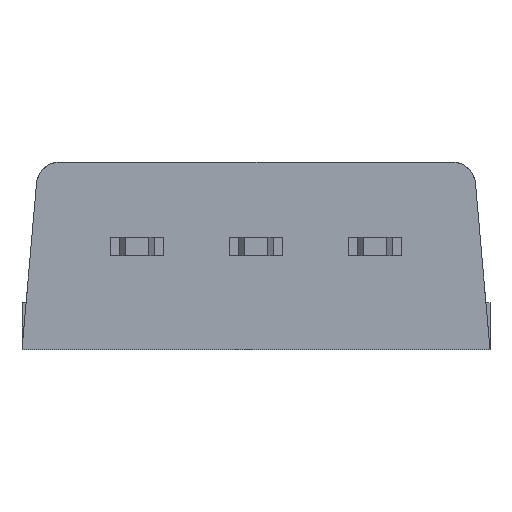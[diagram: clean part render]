
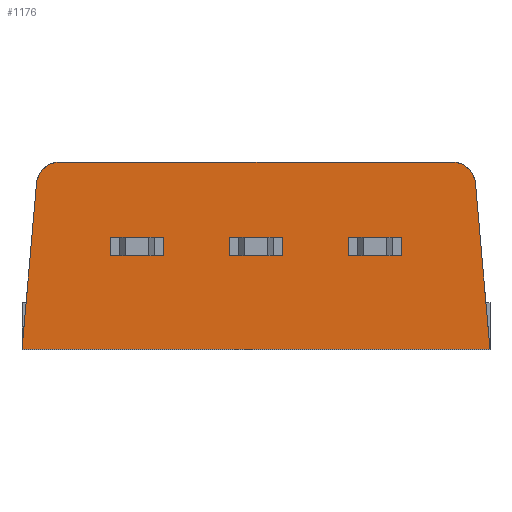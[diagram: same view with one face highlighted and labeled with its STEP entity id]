
A CAD part, front view. The second image highlights one B-rep face of the part: STEP entity #1176.
In plain terms, the highlighted planar face has unit normal (0, -1, 0).
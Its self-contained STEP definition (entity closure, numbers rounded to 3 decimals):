
#17 = CARTESIAN_POINT ( 'NONE',  ( -4.192, -4.5, 3.5 ) ) ;
#25 = CARTESIAN_POINT ( 'NONE',  ( 3.11, -4.5, 2.4 ) ) ;
#40 = CARTESIAN_POINT ( 'NONE',  ( -0.57, -4.5, 2.4 ) ) ;
#52 = ORIENTED_EDGE ( 'NONE', *, *, #1388, .F. ) ;
#67 = AXIS2_PLACEMENT_3D ( 'NONE', #17, #1107, #921 ) ;
#102 = VECTOR ( 'NONE', #2580, 1000. ) ;
#119 = LINE ( 'NONE', #855, #632 ) ;
#140 = EDGE_CURVE ( 'NONE', #1811, #672, #2207, .T. ) ;
#179 = ORIENTED_EDGE ( 'NONE', *, *, #1951, .T. ) ;
#180 = CARTESIAN_POINT ( 'NONE',  ( -1.97, -4.5, 2. ) ) ;
#250 = CARTESIAN_POINT ( 'NONE',  ( -3.11, -4.5, 2.4 ) ) ;
#255 = CARTESIAN_POINT ( 'NONE',  ( 1.97, -4.5, 2. ) ) ;
#258 = LINE ( 'NONE', #941, #1967 ) ;
#261 = EDGE_LOOP ( 'NONE', ( #52, #1841, #1260, #2246 ) ) ;
#264 = CARTESIAN_POINT ( 'NONE',  ( 1.97, -4.5, 2.4 ) ) ;
#283 = CARTESIAN_POINT ( 'NONE',  ( -0.57, -4.5, 2.4 ) ) ;
#324 = LINE ( 'NONE', #1098, #385 ) ;
#349 = VERTEX_POINT ( 'NONE', #1827 ) ;
#385 = VECTOR ( 'NONE', #2551, 1000. ) ;
#388 = CARTESIAN_POINT ( 'NONE',  ( 0.57, -4.5, 2. ) ) ;
#424 = CARTESIAN_POINT ( 'NONE',  ( -4.192, -4.5, 4. ) ) ;
#429 = CARTESIAN_POINT ( 'NONE',  ( -4.69, -4.5, 3.544 ) ) ;
#431 = ORIENTED_EDGE ( 'NONE', *, *, #1705, .T. ) ;
#442 = CARTESIAN_POINT ( 'NONE',  ( 3.11, -4.5, 2.4 ) ) ;
#483 = EDGE_CURVE ( 'NONE', #2188, #2217, #1342, .T. ) ;
#487 = LINE ( 'NONE', #2644, #2206 ) ;
#511 = DIRECTION ( 'NONE',  ( 0., 0., 1. ) ) ;
#517 = CARTESIAN_POINT ( 'NONE',  ( -5., -4.5, 4. ) ) ;
#534 = EDGE_CURVE ( 'NONE', #975, #349, #759, .T. ) ;
#539 = EDGE_CURVE ( 'NONE', #1811, #2204, #1057, .T. ) ;
#558 = VERTEX_POINT ( 'NONE', #429 ) ;
#562 = ORIENTED_EDGE ( 'NONE', *, *, #2599, .T. ) ;
#574 = VECTOR ( 'NONE', #2550, 1000. ) ;
#613 = CARTESIAN_POINT ( 'NONE',  ( 5., -4.5, 0. ) ) ;
#622 = VECTOR ( 'NONE', #1604, 1000. ) ;
#632 = VECTOR ( 'NONE', #2525, 1000. ) ;
#643 = CIRCLE ( 'NONE', #67, 0.5 ) ;
#652 = FACE_BOUND ( 'NONE', #2070, .T. ) ;
#661 = ORIENTED_EDGE ( 'NONE', *, *, #2226, .F. ) ;
#672 = VERTEX_POINT ( 'NONE', #264 ) ;
#678 = CARTESIAN_POINT ( 'NONE',  ( 4.192, -4.5, 4. ) ) ;
#686 = LINE ( 'NONE', #40, #102 ) ;
#720 = FACE_BOUND ( 'NONE', #261, .T. ) ;
#743 = LINE ( 'NONE', #1241, #1715 ) ;
#745 = VECTOR ( 'NONE', #1236, 1000. ) ;
#750 = AXIS2_PLACEMENT_3D ( 'NONE', #517, #1370, #511 ) ;
#759 = LINE ( 'NONE', #1902, #2425 ) ;
#767 = VERTEX_POINT ( 'NONE', #1443 ) ;
#779 = ORIENTED_EDGE ( 'NONE', *, *, #483, .T. ) ;
#789 = VECTOR ( 'NONE', #2531, 1000. ) ;
#827 = CARTESIAN_POINT ( 'NONE',  ( 0.57, -4.5, 2.4 ) ) ;
#837 = VERTEX_POINT ( 'NONE', #2010 ) ;
#855 = CARTESIAN_POINT ( 'NONE',  ( 0.57, -4.5, 2. ) ) ;
#898 = VERTEX_POINT ( 'NONE', #180 ) ;
#904 = ORIENTED_EDGE ( 'NONE', *, *, #1095, .F. ) ;
#918 = DIRECTION ( 'NONE',  ( 0., 0., -1. ) ) ;
#921 = DIRECTION ( 'NONE',  ( 0., 0., 1. ) ) ;
#941 = CARTESIAN_POINT ( 'NONE',  ( -4.653, -4.5, 3.97 ) ) ;
#975 = VERTEX_POINT ( 'NONE', #2761 ) ;
#995 = DIRECTION ( 'NONE',  ( 0., -1., 0. ) ) ;
#1044 = VERTEX_POINT ( 'NONE', #678 ) ;
#1057 = LINE ( 'NONE', #1652, #1725 ) ;
#1080 = DIRECTION ( 'NONE',  ( -1., 0., 0. ) ) ;
#1086 = CARTESIAN_POINT ( 'NONE',  ( 5., -4.5, 0. ) ) ;
#1095 = EDGE_CURVE ( 'NONE', #2537, #837, #686, .T. ) ;
#1098 = CARTESIAN_POINT ( 'NONE',  ( -1.97, -4.5, 2. ) ) ;
#1107 = DIRECTION ( 'NONE',  ( 0., -1., 0. ) ) ;
#1115 = VERTEX_POINT ( 'NONE', #1722 ) ;
#1176 = ADVANCED_FACE ( 'NONE', ( #652, #720, #1434, #2322 ), #2196, .F. ) ;
#1236 = DIRECTION ( 'NONE',  ( 0.087, 0., -0.996 ) ) ;
#1241 = CARTESIAN_POINT ( 'NONE',  ( -5., -4.5, 4. ) ) ;
#1260 = ORIENTED_EDGE ( 'NONE', *, *, #2417, .T. ) ;
#1342 = LINE ( 'NONE', #827, #789 ) ;
#1343 = EDGE_CURVE ( 'NONE', #1115, #1736, #1908, .T. ) ;
#1370 = DIRECTION ( 'NONE',  ( 0., 1., 0. ) ) ;
#1388 = EDGE_CURVE ( 'NONE', #349, #767, #1531, .T. ) ;
#1409 = DIRECTION ( 'NONE',  ( -1., 0., 0. ) ) ;
#1428 = CARTESIAN_POINT ( 'NONE',  ( 0.57, -4.5, 2.4 ) ) ;
#1429 = CIRCLE ( 'NONE', #2731, 0.5 ) ;
#1434 = FACE_BOUND ( 'NONE', #1702, .T. ) ;
#1443 = CARTESIAN_POINT ( 'NONE',  ( -3.11, -4.5, 2. ) ) ;
#1448 = CARTESIAN_POINT ( 'NONE',  ( 3.11, -4.5, 2. ) ) ;
#1480 = DIRECTION ( 'NONE',  ( 0., 0., -1. ) ) ;
#1484 = EDGE_LOOP ( 'NONE', ( #661, #2542, #179, #1556, #2221, #562 ) ) ;
#1529 = ORIENTED_EDGE ( 'NONE', *, *, #140, .F. ) ;
#1531 = LINE ( 'NONE', #250, #2711 ) ;
#1556 = ORIENTED_EDGE ( 'NONE', *, *, #1343, .T. ) ;
#1604 = DIRECTION ( 'NONE',  ( 1., 0., 0. ) ) ;
#1652 = CARTESIAN_POINT ( 'NONE',  ( 3.11, -4.5, 2.4 ) ) ;
#1662 = EDGE_CURVE ( 'NONE', #2217, #837, #119, .T. ) ;
#1681 = LINE ( 'NONE', #1899, #2375 ) ;
#1693 = LINE ( 'NONE', #613, #745 ) ;
#1702 = EDGE_LOOP ( 'NONE', ( #904, #1946, #779, #2561 ) ) ;
#1705 = EDGE_CURVE ( 'NONE', #2204, #2396, #1681, .T. ) ;
#1715 = VECTOR ( 'NONE', #2700, 1000. ) ;
#1717 = CARTESIAN_POINT ( 'NONE',  ( 4.69, -4.5, 3.544 ) ) ;
#1722 = CARTESIAN_POINT ( 'NONE',  ( -5., -4.5, 0. ) ) ;
#1725 = VECTOR ( 'NONE', #2727, 1000. ) ;
#1736 = VERTEX_POINT ( 'NONE', #1086 ) ;
#1758 = EDGE_CURVE ( 'NONE', #672, #2396, #1948, .T. ) ;
#1796 = VERTEX_POINT ( 'NONE', #1717 ) ;
#1811 = VERTEX_POINT ( 'NONE', #442 ) ;
#1827 = CARTESIAN_POINT ( 'NONE',  ( -3.11, -4.5, 2.4 ) ) ;
#1841 = ORIENTED_EDGE ( 'NONE', *, *, #534, .F. ) ;
#1873 = EDGE_CURVE ( 'NONE', #898, #767, #324, .T. ) ;
#1899 = CARTESIAN_POINT ( 'NONE',  ( 3.11, -4.5, 2. ) ) ;
#1902 = CARTESIAN_POINT ( 'NONE',  ( -1.97, -4.5, 2.4 ) ) ;
#1908 = LINE ( 'NONE', #2022, #622 ) ;
#1945 = ORIENTED_EDGE ( 'NONE', *, *, #1758, .F. ) ;
#1946 = ORIENTED_EDGE ( 'NONE', *, *, #2096, .F. ) ;
#1948 = LINE ( 'NONE', #2750, #2309 ) ;
#1951 = EDGE_CURVE ( 'NONE', #558, #1115, #258, .T. ) ;
#1953 = CARTESIAN_POINT ( 'NONE',  ( -1.97, -4.5, 2.4 ) ) ;
#1967 = VECTOR ( 'NONE', #2610, 1000. ) ;
#2010 = CARTESIAN_POINT ( 'NONE',  ( -0.57, -4.5, 2. ) ) ;
#2022 = CARTESIAN_POINT ( 'NONE',  ( -5., -4.5, 0. ) ) ;
#2041 = DIRECTION ( 'NONE',  ( 0., 0., 1. ) ) ;
#2070 = EDGE_LOOP ( 'NONE', ( #1945, #1529, #2081, #431 ) ) ;
#2081 = ORIENTED_EDGE ( 'NONE', *, *, #539, .T. ) ;
#2096 = EDGE_CURVE ( 'NONE', #2188, #2537, #487, .T. ) ;
#2188 = VERTEX_POINT ( 'NONE', #1428 ) ;
#2196 = PLANE ( 'NONE',  #750 ) ;
#2204 = VERTEX_POINT ( 'NONE', #1448 ) ;
#2206 = VECTOR ( 'NONE', #1409, 1000. ) ;
#2207 = LINE ( 'NONE', #25, #2465 ) ;
#2217 = VERTEX_POINT ( 'NONE', #388 ) ;
#2221 = ORIENTED_EDGE ( 'NONE', *, *, #2729, .F. ) ;
#2226 = EDGE_CURVE ( 'NONE', #2312, #1044, #743, .T. ) ;
#2246 = ORIENTED_EDGE ( 'NONE', *, *, #1873, .T. ) ;
#2309 = VECTOR ( 'NONE', #1480, 1000. ) ;
#2312 = VERTEX_POINT ( 'NONE', #424 ) ;
#2313 = DIRECTION ( 'NONE',  ( -1., 0., 0. ) ) ;
#2322 = FACE_OUTER_BOUND ( 'NONE', #1484, .T. ) ;
#2375 = VECTOR ( 'NONE', #1080, 1000. ) ;
#2377 = EDGE_CURVE ( 'NONE', #2312, #558, #643, .T. ) ;
#2396 = VERTEX_POINT ( 'NONE', #255 ) ;
#2417 = EDGE_CURVE ( 'NONE', #975, #898, #2481, .T. ) ;
#2425 = VECTOR ( 'NONE', #2522, 1000. ) ;
#2465 = VECTOR ( 'NONE', #2313, 1000. ) ;
#2481 = LINE ( 'NONE', #1953, #574 ) ;
#2522 = DIRECTION ( 'NONE',  ( -1., 0., 0. ) ) ;
#2525 = DIRECTION ( 'NONE',  ( -1., 0., 0. ) ) ;
#2531 = DIRECTION ( 'NONE',  ( 0., 0., -1. ) ) ;
#2537 = VERTEX_POINT ( 'NONE', #283 ) ;
#2542 = ORIENTED_EDGE ( 'NONE', *, *, #2377, .T. ) ;
#2550 = DIRECTION ( 'NONE',  ( 0., 0., -1. ) ) ;
#2551 = DIRECTION ( 'NONE',  ( -1., 0., 0. ) ) ;
#2561 = ORIENTED_EDGE ( 'NONE', *, *, #1662, .T. ) ;
#2580 = DIRECTION ( 'NONE',  ( 0., 0., -1. ) ) ;
#2599 = EDGE_CURVE ( 'NONE', #1796, #1044, #1429, .T. ) ;
#2610 = DIRECTION ( 'NONE',  ( -0.087, 0., -0.996 ) ) ;
#2644 = CARTESIAN_POINT ( 'NONE',  ( 0.57, -4.5, 2.4 ) ) ;
#2660 = CARTESIAN_POINT ( 'NONE',  ( 4.192, -4.5, 3.5 ) ) ;
#2700 = DIRECTION ( 'NONE',  ( 1., 0., 0. ) ) ;
#2711 = VECTOR ( 'NONE', #918, 1000. ) ;
#2727 = DIRECTION ( 'NONE',  ( 0., 0., -1. ) ) ;
#2729 = EDGE_CURVE ( 'NONE', #1796, #1736, #1693, .T. ) ;
#2731 = AXIS2_PLACEMENT_3D ( 'NONE', #2660, #995, #2041 ) ;
#2750 = CARTESIAN_POINT ( 'NONE',  ( 1.97, -4.5, 2.4 ) ) ;
#2761 = CARTESIAN_POINT ( 'NONE',  ( -1.97, -4.5, 2.4 ) ) ;
